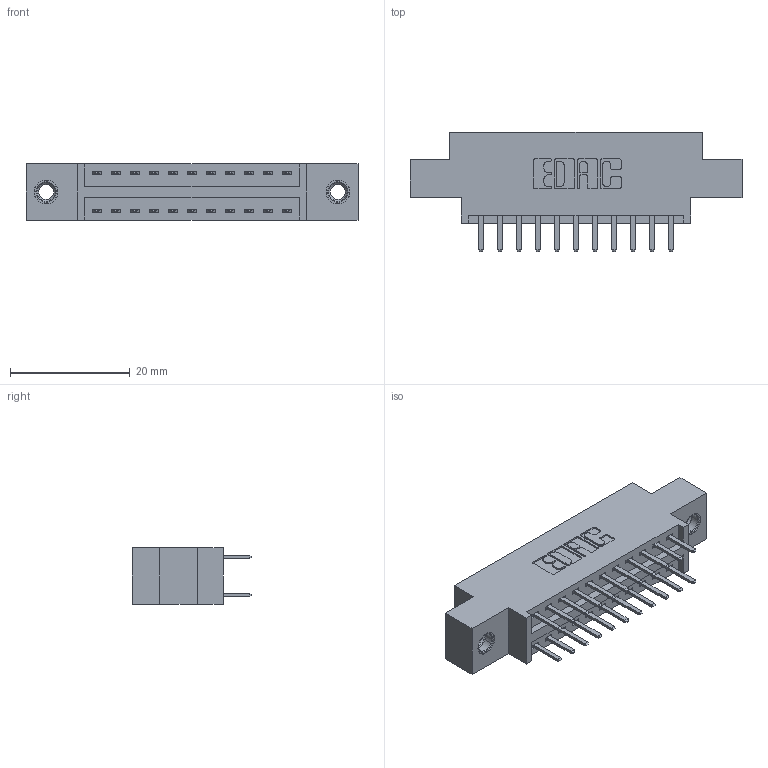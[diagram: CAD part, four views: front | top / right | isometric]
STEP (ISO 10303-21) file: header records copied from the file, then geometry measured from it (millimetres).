
FILE_DESCRIPTION (( 'STEP AP203' ), '1' );
FILE_NAME ('346-022-520-807.STEP', '2022-05-18T20:41:16', ( '' ), ( '' ), 'SwSTEP 2.0', 'SolidWorks 2020', '' );
FILE_SCHEMA (( 'CONFIG_CONTROL_DESIGN' ));
Length unit declared in the file: inch
Products named in the file (4): 346 Part_0.170 Offset - 0.156 Dia-TI; 346-022-520-807; 345-292-001_345-293-120; 345-250-001_345-250-005-103
Assembly tree (25 placements, depth 2):
  346-022-520-807
    346 Part_0.170 Offset - 0.156 Dia-TI
    345-292-001_345-293-120  x22
    345-250-001_345-250-005-103  x2
Bounding box: 55.5 x 20.02 x 9.4 mm (x, y, z)
Volume: 4993.3 mm3; surface area: 6567.1 mm2
Topology: 25 solids, 25 shells, 1418 faces, 4063 edges, 2642 vertices
Faces by surface type: plane 926, cylinder 476, cone 12, torus 4
Entity records: 12784 total; most frequent: CARTESIAN_POINT 2147, ORIENTED_EDGE 2062, DIRECTION 1957, EDGE_CURVE 1031, VECTOR 831, LINE 831, VERTEX_POINT 680, AXIS2_PLACEMENT_3D 563
